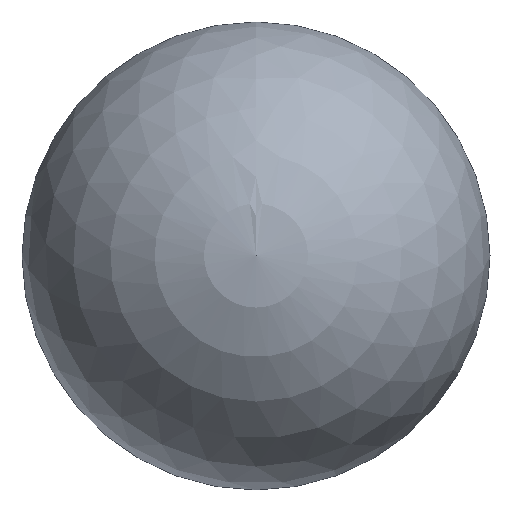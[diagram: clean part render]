
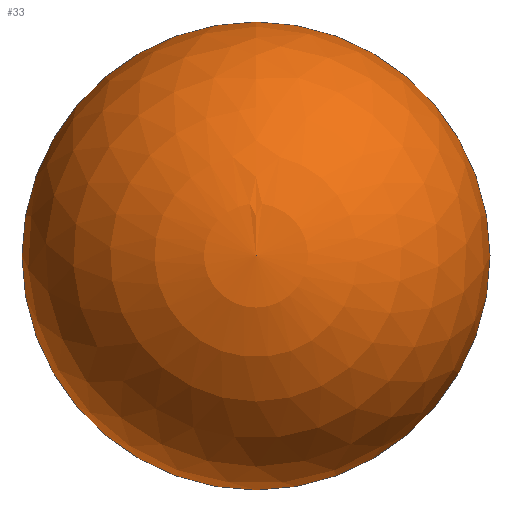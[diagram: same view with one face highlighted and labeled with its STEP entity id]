
A CAD part, top view. The second image highlights one B-rep face of the part: STEP entity #33.
In plain terms, the highlighted spherical face has radius 6 mm.
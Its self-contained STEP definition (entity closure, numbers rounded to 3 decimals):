
#4 = AXIS2_PLACEMENT_3D ( 'NONE', #75, #16, #48 ) ;
#6 = CARTESIAN_POINT ( 'NONE',  ( 0., 0., 0. ) ) ;
#8 = DIRECTION ( 'NONE',  ( 0., 0., -1. ) ) ;
#15 = DIRECTION ( 'NONE',  ( 0., 1., 0. ) ) ;
#16 = DIRECTION ( 'NONE',  ( 0., 0., -1. ) ) ;
#21 = FACE_OUTER_BOUND ( 'NONE', #43, .T. ) ;
#23 = VERTEX_POINT ( 'NONE', #74 ) ;
#25 = EDGE_CURVE ( 'NONE', #23, #68, #81, .T. ) ;
#33 = ADVANCED_FACE ( 'NONE', ( #21 ), #63, .T. ) ;
#43 = EDGE_LOOP ( 'NONE', ( #52, #69 ) ) ;
#46 = DIRECTION ( 'NONE',  ( 1., 0., 0. ) ) ;
#48 = DIRECTION ( 'NONE',  ( 0., 1., 0. ) ) ;
#52 = ORIENTED_EDGE ( 'NONE', *, *, #25, .F. ) ;
#53 = DIRECTION ( 'NONE',  ( 0., 0., 1. ) ) ;
#55 = EDGE_CURVE ( 'NONE', #23, #68, #65, .T. ) ;
#61 = AXIS2_PLACEMENT_3D ( 'NONE', #77, #8, #15 ) ;
#63 = SPHERICAL_SURFACE ( 'NONE', #61, 6. ) ;
#65 = CIRCLE ( 'NONE', #90, 6. ) ;
#68 = VERTEX_POINT ( 'NONE', #82 ) ;
#69 = ORIENTED_EDGE ( 'NONE', *, *, #55, .T. ) ;
#74 = CARTESIAN_POINT ( 'NONE',  ( 6., 0., 0. ) ) ;
#75 = CARTESIAN_POINT ( 'NONE',  ( 0., 0., 0. ) ) ;
#77 = CARTESIAN_POINT ( 'NONE',  ( 0., 0., 0. ) ) ;
#81 = CIRCLE ( 'NONE', #4, 6. ) ;
#82 = CARTESIAN_POINT ( 'NONE',  ( -6., 0., 0. ) ) ;
#90 = AXIS2_PLACEMENT_3D ( 'NONE', #6, #53, #46 ) ;
